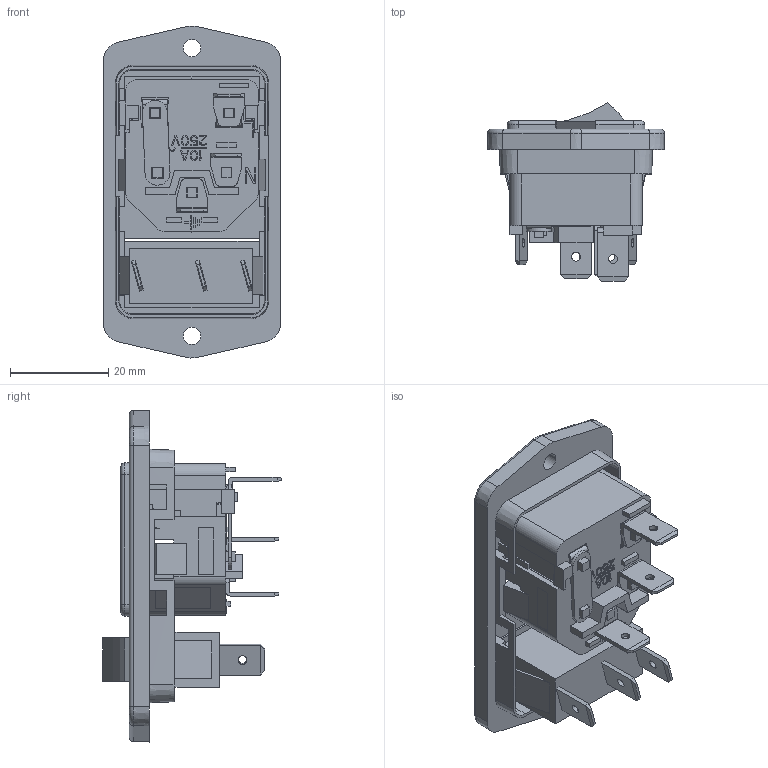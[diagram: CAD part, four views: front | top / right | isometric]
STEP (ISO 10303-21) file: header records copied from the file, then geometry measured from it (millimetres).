
FILE_DESCRIPTION (( 'STEP AP214' ), '1' );
FILE_NAME ('ACM-C4-GQ6R1LFT-LC_3D.step', '2025-05-06T20:32:24', ( '' ), ( '' ), 'SwSTEP 2.0', 'SolidWorks 2022', '' );
FILE_SCHEMA (( 'AUTOMOTIVE_DESIGN' ));
Length unit declared in the file: inch
Products named in the file (1): ACM-C4-GQ6R1LFT-LC_3D
Bounding box: 36 x 36.27 x 67.47 mm (x, y, z)
Volume: 17928.9 mm3; surface area: 20388.8 mm2
Topology: 15 solids, 15 shells, 1556 faces, 4361 edges, 2872 vertices
Faces by surface type: plane 1346, cylinder 166, torus 20, cone 18, bspline 6
Entity records: 49781 total; most frequent: CARTESIAN_POINT 9000, ORIENTED_EDGE 8722, DIRECTION 7861, EDGE_CURVE 4361, VECTOR 3947, LINE 3947, VERTEX_POINT 2872, AXIS2_PLACEMENT_3D 1957
